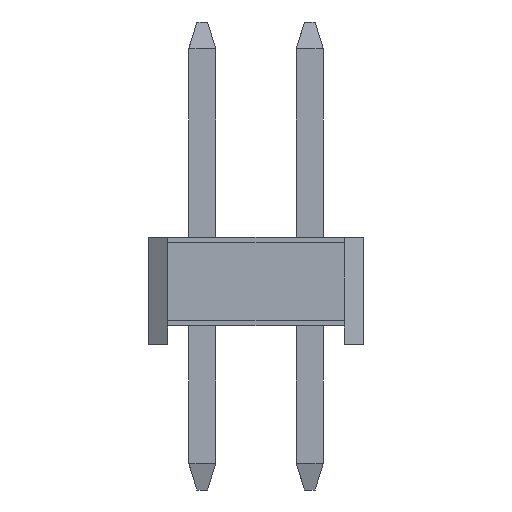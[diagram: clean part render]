
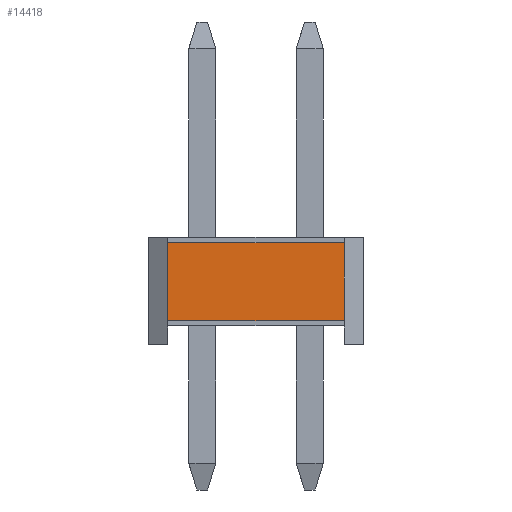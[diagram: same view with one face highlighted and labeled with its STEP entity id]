
A CAD part, front view. The second image highlights one B-rep face of the part: STEP entity #14418.
In plain terms, the highlighted face is planar.
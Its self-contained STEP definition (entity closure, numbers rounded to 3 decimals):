
#1232=ORIENTED_EDGE('',*,*,#3600,.F.);
#1233=ORIENTED_EDGE('',*,*,#2909,.F.);
#1234=ORIENTED_EDGE('',*,*,#3601,.F.);
#1235=ORIENTED_EDGE('',*,*,#2921,.F.);
#2909=EDGE_CURVE('',#4343,#4342,#5221,.T.);
#2921=EDGE_CURVE('',#4354,#4355,#5233,.T.);
#3600=EDGE_CURVE('',#4342,#4354,#5912,.T.);
#3601=EDGE_CURVE('',#4355,#4343,#5913,.T.);
#4342=VERTEX_POINT('',#18065);
#4343=VERTEX_POINT('',#18067);
#4354=VERTEX_POINT('',#18095);
#4355=VERTEX_POINT('',#18096);
#5221=LINE('',#18068,#6657);
#5233=LINE('',#18094,#6669);
#5912=LINE('',#19446,#7348);
#5913=LINE('',#19448,#7349);
#6657=VECTOR('',#15417,1000.);
#6669=VECTOR('',#15437,1000.);
#7348=VECTOR('',#16570,1000.);
#7349=VECTOR('',#16573,1000.);
#8334=EDGE_LOOP('',(#1232,#1233,#1234,#1235));
#8976=FACE_BOUND('',#8334,.T.);
#9600=PLANE('',#15027);
#14418=ADVANCED_FACE('',(#8976),#9600,.F.);
#15027=AXIS2_PLACEMENT_3D('',#19449,#16574,#16575);
#15417=DIRECTION('',(0.,-1.,0.));
#15437=DIRECTION('',(0.,1.,0.));
#16570=DIRECTION('',(0.,0.,1.));
#16573=DIRECTION('',(0.,0.,-1.));
#16574=DIRECTION('',(-1.,0.,0.));
#16575=DIRECTION('',(0.,0.,1.));
#18065=CARTESIAN_POINT('',(10.,-1.64,-0.55));
#18067=CARTESIAN_POINT('',(10.,1.64,-0.55));
#18068=CARTESIAN_POINT('',(10.,1.64,-0.55));
#18094=CARTESIAN_POINT('',(10.,0.,0.9));
#18095=CARTESIAN_POINT('',(10.,-1.64,0.9));
#18096=CARTESIAN_POINT('',(10.,1.64,0.9));
#19446=CARTESIAN_POINT('',(10.,-1.64,0.));
#19448=CARTESIAN_POINT('',(10.,1.64,0.));
#19449=CARTESIAN_POINT('',(10.,0.,0.));
